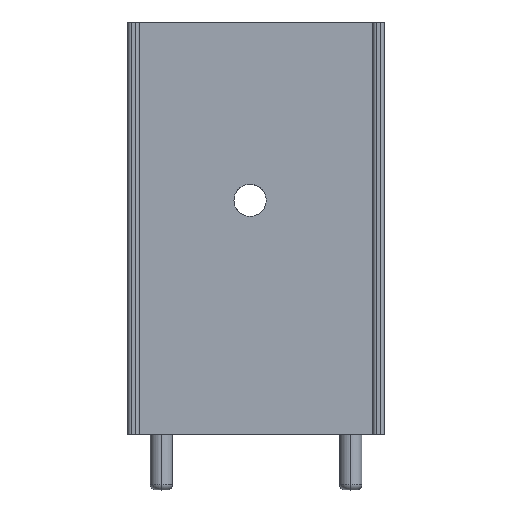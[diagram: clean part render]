
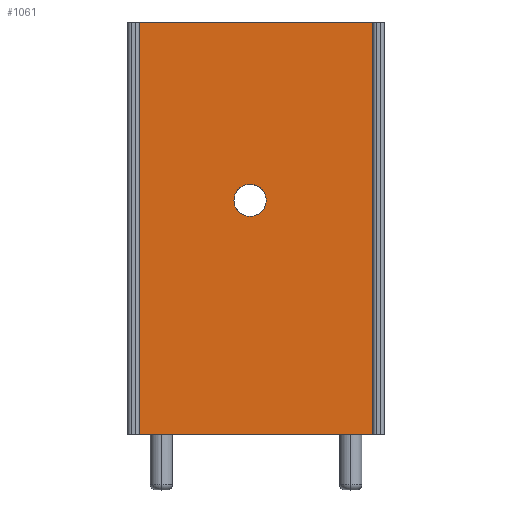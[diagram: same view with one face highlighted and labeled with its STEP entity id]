
A CAD part, top view. The second image highlights one B-rep face of the part: STEP entity #1061.
In plain terms, the highlighted planar face has unit normal (0, 0, 1).
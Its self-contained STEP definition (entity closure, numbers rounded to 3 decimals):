
#23 = CARTESIAN_POINT ( 'NONE',  ( 11.031, 37., 2.058 ) ) ;
#84 = CARTESIAN_POINT ( 'NONE',  ( -9.969, 37., 2.058 ) ) ;
#137 = FACE_BOUND ( 'NONE', #1715, .T. ) ;
#194 = VECTOR ( 'NONE', #2247, 1000. ) ;
#211 = ORIENTED_EDGE ( 'NONE', *, *, #1403, .F. ) ;
#285 = ORIENTED_EDGE ( 'NONE', *, *, #402, .T. ) ;
#286 = DIRECTION ( 'NONE',  ( 0., 0., 1. ) ) ;
#352 = EDGE_LOOP ( 'NONE', ( #285, #211, #474, #1601 ) ) ;
#402 = EDGE_CURVE ( 'NONE', #1802, #1323, #1346, .T. ) ;
#449 = EDGE_CURVE ( 'NONE', #1889, #1517, #2299, .T. ) ;
#474 = ORIENTED_EDGE ( 'NONE', *, *, #634, .F. ) ;
#578 = DIRECTION ( 'NONE',  ( 1., 0., 0. ) ) ;
#620 = DIRECTION ( 'NONE',  ( 1., 0., 0. ) ) ;
#634 = EDGE_CURVE ( 'NONE', #867, #732, #2200, .T. ) ;
#655 = DIRECTION ( 'NONE',  ( 1., 0., 0. ) ) ;
#732 = VERTEX_POINT ( 'NONE', #23 ) ;
#812 = CARTESIAN_POINT ( 'NONE',  ( 0., 21., 2.058 ) ) ;
#867 = VERTEX_POINT ( 'NONE', #1337 ) ;
#1010 = LINE ( 'NONE', #1036, #1658 ) ;
#1026 = CARTESIAN_POINT ( 'NONE',  ( 1.45, 21., 2.058 ) ) ;
#1036 = CARTESIAN_POINT ( 'NONE',  ( 11.031, 37., 2.058 ) ) ;
#1046 = FACE_OUTER_BOUND ( 'NONE', #352, .T. ) ;
#1061 = ADVANCED_FACE ( 'NONE', ( #137, #1046 ), #2093, .F. ) ;
#1151 = VECTOR ( 'NONE', #655, 1000. ) ;
#1269 = ORIENTED_EDGE ( 'NONE', *, *, #449, .F. ) ;
#1323 = VERTEX_POINT ( 'NONE', #1729 ) ;
#1337 = CARTESIAN_POINT ( 'NONE',  ( -9.969, 37., 2.058 ) ) ;
#1340 = ORIENTED_EDGE ( 'NONE', *, *, #1830, .F. ) ;
#1346 = LINE ( 'NONE', #1537, #1151 ) ;
#1403 = EDGE_CURVE ( 'NONE', #732, #1323, #1010, .T. ) ;
#1419 = DIRECTION ( 'NONE',  ( 0., -1., 0. ) ) ;
#1517 = VERTEX_POINT ( 'NONE', #2337 ) ;
#1535 = CARTESIAN_POINT ( 'NONE',  ( -9.969, 37., 2.058 ) ) ;
#1537 = CARTESIAN_POINT ( 'NONE',  ( -9.969, 0., 2.058 ) ) ;
#1562 = DIRECTION ( 'NONE',  ( 0., 0., 1. ) ) ;
#1601 = ORIENTED_EDGE ( 'NONE', *, *, #1855, .T. ) ;
#1658 = VECTOR ( 'NONE', #1419, 1000. ) ;
#1715 = EDGE_LOOP ( 'NONE', ( #1269, #1340 ) ) ;
#1724 = DIRECTION ( 'NONE',  ( 0., 0., -1. ) ) ;
#1729 = CARTESIAN_POINT ( 'NONE',  ( 11.031, 0., 2.058 ) ) ;
#1777 = AXIS2_PLACEMENT_3D ( 'NONE', #84, #1724, #2103 ) ;
#1802 = VERTEX_POINT ( 'NONE', #2039 ) ;
#1830 = EDGE_CURVE ( 'NONE', #1517, #1889, #2188, .T. ) ;
#1851 = CARTESIAN_POINT ( 'NONE',  ( -9.969, 37., 2.058 ) ) ;
#1855 = EDGE_CURVE ( 'NONE', #867, #1802, #2100, .T. ) ;
#1889 = VERTEX_POINT ( 'NONE', #1026 ) ;
#2039 = CARTESIAN_POINT ( 'NONE',  ( -9.969, 0., 2.058 ) ) ;
#2063 = CARTESIAN_POINT ( 'NONE',  ( 0., 21., 2.058 ) ) ;
#2071 = AXIS2_PLACEMENT_3D ( 'NONE', #812, #286, #2078 ) ;
#2078 = DIRECTION ( 'NONE',  ( 1., 0., 0. ) ) ;
#2093 = PLANE ( 'NONE',  #1777 ) ;
#2100 = LINE ( 'NONE', #1535, #194 ) ;
#2103 = DIRECTION ( 'NONE',  ( -1., 0., 0. ) ) ;
#2188 = CIRCLE ( 'NONE', #2071, 1.45 ) ;
#2200 = LINE ( 'NONE', #1851, #2302 ) ;
#2247 = DIRECTION ( 'NONE',  ( 0., -1., 0. ) ) ;
#2253 = AXIS2_PLACEMENT_3D ( 'NONE', #2063, #1562, #620 ) ;
#2299 = CIRCLE ( 'NONE', #2253, 1.45 ) ;
#2302 = VECTOR ( 'NONE', #578, 1000. ) ;
#2337 = CARTESIAN_POINT ( 'NONE',  ( -1.45, 21., 2.058 ) ) ;
